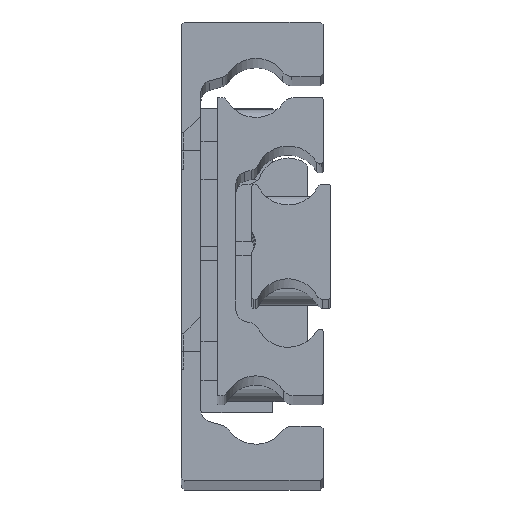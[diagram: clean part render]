
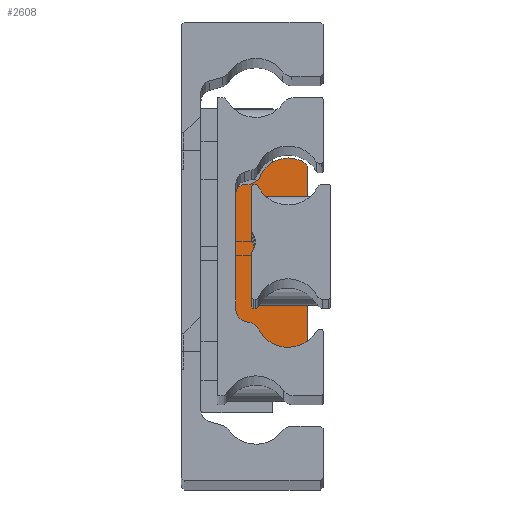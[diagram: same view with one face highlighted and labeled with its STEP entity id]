
A CAD part, top view. The second image highlights one B-rep face of the part: STEP entity #2608.
In plain terms, the highlighted planar face has unit normal (0, 0, 1).
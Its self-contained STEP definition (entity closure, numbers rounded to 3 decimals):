
#80 = AXIS2_PLACEMENT_3D ( 'NONE', #3019, #481, #4219 ) ;
#211 = CARTESIAN_POINT ( 'NONE',  ( -12.416, -10.826, 7.5 ) ) ;
#285 = DIRECTION ( 'NONE',  ( 0., 0., -1. ) ) ;
#315 = DIRECTION ( 'NONE',  ( 0., 0., 1. ) ) ;
#393 = CARTESIAN_POINT ( 'NONE',  ( 15.319, -12.5, 7.5 ) ) ;
#414 = CIRCLE ( 'NONE', #1695, 2.5 ) ;
#416 = VERTEX_POINT ( 'NONE', #7098 ) ;
#455 = CARTESIAN_POINT ( 'NONE',  ( -11.751, -3.4, 7.5 ) ) ;
#481 = DIRECTION ( 'NONE',  ( 0., 0., 1. ) ) ;
#563 = CIRCLE ( 'NONE', #1218, 5.3 ) ;
#596 = CARTESIAN_POINT ( 'NONE',  ( -12.426, -11., 7.5 ) ) ;
#664 = CIRCLE ( 'NONE', #5980, 1.5 ) ;
#699 = ORIENTED_EDGE ( 'NONE', *, *, #3716, .T. ) ;
#788 = DIRECTION ( 'NONE',  ( 0., 0., -1. ) ) ;
#899 = CARTESIAN_POINT ( 'NONE',  ( 15.319, 0., 7.5 ) ) ;
#983 = VERTEX_POINT ( 'NONE', #596 ) ;
#988 = LINE ( 'NONE', #3469, #4753 ) ;
#1153 = ORIENTED_EDGE ( 'NONE', *, *, #7433, .T. ) ;
#1218 = AXIS2_PLACEMENT_3D ( 'NONE', #7739, #1432, #2197 ) ;
#1219 = EDGE_CURVE ( 'NONE', #1373, #3218, #414, .T. ) ;
#1228 = VERTEX_POINT ( 'NONE', #2680 ) ;
#1240 = AXIS2_PLACEMENT_3D ( 'NONE', #455, #6710, #5343 ) ;
#1363 = VERTEX_POINT ( 'NONE', #3288 ) ;
#1373 = VERTEX_POINT ( 'NONE', #5761 ) ;
#1432 = DIRECTION ( 'NONE',  ( 0., 0., 1. ) ) ;
#1478 = VERTEX_POINT ( 'NONE', #7280 ) ;
#1492 = CIRCLE ( 'NONE', #1240, 5.3 ) ;
#1546 = CARTESIAN_POINT ( 'NONE',  ( 15.319, -1., 7.5 ) ) ;
#1563 = CARTESIAN_POINT ( 'NONE',  ( 10.926, -11., 7.5 ) ) ;
#1656 = EDGE_CURVE ( 'NONE', #3218, #983, #7243, .T. ) ;
#1680 = DIRECTION ( 'NONE',  ( 1., 0., 0. ) ) ;
#1695 = AXIS2_PLACEMENT_3D ( 'NONE', #7569, #2719, #3337 ) ;
#1755 = ORIENTED_EDGE ( 'NONE', *, *, #1219, .T. ) ;
#1786 = DIRECTION ( 'NONE',  ( -1., 0., 0. ) ) ;
#1858 = CARTESIAN_POINT ( 'NONE',  ( 15.319, -1., 7.5 ) ) ;
#1990 = DIRECTION ( 'NONE',  ( -1., 0., 0. ) ) ;
#2010 = EDGE_CURVE ( 'NONE', #3833, #5593, #5073, .T. ) ;
#2170 = AXIS2_PLACEMENT_3D ( 'NONE', #4593, #788, #5093 ) ;
#2180 = DIRECTION ( 'NONE',  ( 0., 0., 1. ) ) ;
#2183 = VERTEX_POINT ( 'NONE', #4751 ) ;
#2197 = DIRECTION ( 'NONE',  ( -1., 0., 0. ) ) ;
#2214 = CARTESIAN_POINT ( 'NONE',  ( 14.899, -10.536, 7.5 ) ) ;
#2243 = EDGE_CURVE ( 'NONE', #5593, #416, #988, .T. ) ;
#2306 = EDGE_CURVE ( 'NONE', #2183, #416, #4758, .T. ) ;
#2320 = CARTESIAN_POINT ( 'NONE',  ( -10.926, -11., 7.5 ) ) ;
#2345 = EDGE_CURVE ( 'NONE', #6013, #2987, #6697, .T. ) ;
#2366 = DIRECTION ( 'NONE',  ( 0., 0., 1. ) ) ;
#2398 = ORIENTED_EDGE ( 'NONE', *, *, #1656, .T. ) ;
#2476 = FACE_OUTER_BOUND ( 'NONE', #4445, .T. ) ;
#2584 = CIRCLE ( 'NONE', #3233, 1.5 ) ;
#2608 = ADVANCED_FACE ( 'NONE', ( #2476 ), #3653, .T. ) ;
#2663 = DIRECTION ( 'NONE',  ( 0., 0., 1. ) ) ;
#2680 = CARTESIAN_POINT ( 'NONE',  ( -10.926, -12.5, 7.5 ) ) ;
#2719 = DIRECTION ( 'NONE',  ( 0., 0., -1. ) ) ;
#2790 = EDGE_CURVE ( 'NONE', #983, #1228, #2584, .T. ) ;
#2852 = DIRECTION ( 'NONE',  ( -1., 0., 0. ) ) ;
#2922 = ORIENTED_EDGE ( 'NONE', *, *, #2345, .T. ) ;
#2948 = CARTESIAN_POINT ( 'NONE',  ( 12.416, -10.826, 7.5 ) ) ;
#2987 = VERTEX_POINT ( 'NONE', #3195 ) ;
#3019 = CARTESIAN_POINT ( 'NONE',  ( -11.751, -3.4, 7.5 ) ) ;
#3195 = CARTESIAN_POINT ( 'NONE',  ( 12.399, -10.536, 7.5 ) ) ;
#3218 = VERTEX_POINT ( 'NONE', #211 ) ;
#3233 = AXIS2_PLACEMENT_3D ( 'NONE', #2320, #2366, #1786 ) ;
#3288 = CARTESIAN_POINT ( 'NONE',  ( 10.926, -12.5, 7.5 ) ) ;
#3309 = CARTESIAN_POINT ( 'NONE',  ( 14.899, -10.536, 7.5 ) ) ;
#3337 = DIRECTION ( 'NONE',  ( -1., 0., 0. ) ) ;
#3380 = ORIENTED_EDGE ( 'NONE', *, *, #3413, .T. ) ;
#3413 = EDGE_CURVE ( 'NONE', #1228, #1363, #7235, .T. ) ;
#3415 = DIRECTION ( 'NONE',  ( -1., 0., 0. ) ) ;
#3416 = CARTESIAN_POINT ( 'NONE',  ( -10.926, -11., 7.5 ) ) ;
#3469 = CARTESIAN_POINT ( 'NONE',  ( 15.319, 0., 7.5 ) ) ;
#3653 = PLANE ( 'NONE',  #7734 ) ;
#3707 = ORIENTED_EDGE ( 'NONE', *, *, #2790, .T. ) ;
#3716 = EDGE_CURVE ( 'NONE', #1363, #6013, #664, .T. ) ;
#3824 = DIRECTION ( 'NONE',  ( -1., 0., 0. ) ) ;
#3833 = VERTEX_POINT ( 'NONE', #5512 ) ;
#4114 = DIRECTION ( 'NONE',  ( 0., 0., -1. ) ) ;
#4167 = ORIENTED_EDGE ( 'NONE', *, *, #6005, .T. ) ;
#4219 = DIRECTION ( 'NONE',  ( -1., 0., 0. ) ) ;
#4253 = DIRECTION ( 'NONE',  ( 1., 0., 0. ) ) ;
#4442 = ORIENTED_EDGE ( 'NONE', *, *, #7825, .T. ) ;
#4445 = EDGE_LOOP ( 'NONE', ( #2922, #4497, #4442, #5997, #7879, #7076, #1153, #4167, #1755, #2398, #3707, #3380, #699 ) ) ;
#4497 = ORIENTED_EDGE ( 'NONE', *, *, #6011, .T. ) ;
#4593 = CARTESIAN_POINT ( 'NONE',  ( -15.319, -1., 7.5 ) ) ;
#4692 = DIRECTION ( 'NONE',  ( -1., 0., 0. ) ) ;
#4751 = CARTESIAN_POINT ( 'NONE',  ( -16.149, -0.442, 7.5 ) ) ;
#4753 = VECTOR ( 'NONE', #2852, 1000. ) ;
#4758 = CIRCLE ( 'NONE', #2170, 1. ) ;
#5073 = CIRCLE ( 'NONE', #6504, 1. ) ;
#5093 = DIRECTION ( 'NONE',  ( -1., 0., 0. ) ) ;
#5343 = DIRECTION ( 'NONE',  ( -1., 0., 0. ) ) ;
#5512 = CARTESIAN_POINT ( 'NONE',  ( 16.149, -0.442, 7.5 ) ) ;
#5524 = CIRCLE ( 'NONE', #6548, 2.5 ) ;
#5593 = VERTEX_POINT ( 'NONE', #899 ) ;
#5761 = CARTESIAN_POINT ( 'NONE',  ( -13.89, -8.249, 7.5 ) ) ;
#5829 = DIRECTION ( 'NONE',  ( -1., 0., 0. ) ) ;
#5980 = AXIS2_PLACEMENT_3D ( 'NONE', #1563, #2180, #3415 ) ;
#5997 = ORIENTED_EDGE ( 'NONE', *, *, #2010, .T. ) ;
#6005 = EDGE_CURVE ( 'NONE', #6403, #1373, #1492, .T. ) ;
#6011 = EDGE_CURVE ( 'NONE', #2987, #1478, #5524, .T. ) ;
#6013 = VERTEX_POINT ( 'NONE', #2948 ) ;
#6057 = CARTESIAN_POINT ( 'NONE',  ( -17.051, -3.4, 7.5 ) ) ;
#6403 = VERTEX_POINT ( 'NONE', #6057 ) ;
#6504 = AXIS2_PLACEMENT_3D ( 'NONE', #1546, #2663, #5829 ) ;
#6548 = AXIS2_PLACEMENT_3D ( 'NONE', #2214, #4114, #4692 ) ;
#6697 = CIRCLE ( 'NONE', #7472, 2.5 ) ;
#6710 = DIRECTION ( 'NONE',  ( 0., 0., 1. ) ) ;
#6868 = VECTOR ( 'NONE', #1680, 1000. ) ;
#6883 = AXIS2_PLACEMENT_3D ( 'NONE', #3416, #315, #1990 ) ;
#7076 = ORIENTED_EDGE ( 'NONE', *, *, #2306, .F. ) ;
#7098 = CARTESIAN_POINT ( 'NONE',  ( -15.319, 0., 7.5 ) ) ;
#7235 = LINE ( 'NONE', #393, #6868 ) ;
#7243 = CIRCLE ( 'NONE', #6883, 1.5 ) ;
#7280 = CARTESIAN_POINT ( 'NONE',  ( 13.89, -8.249, 7.5 ) ) ;
#7314 = DIRECTION ( 'NONE',  ( 0., 0., 1. ) ) ;
#7433 = EDGE_CURVE ( 'NONE', #2183, #6403, #7588, .T. ) ;
#7472 = AXIS2_PLACEMENT_3D ( 'NONE', #3309, #285, #3824 ) ;
#7569 = CARTESIAN_POINT ( 'NONE',  ( -14.899, -10.536, 7.5 ) ) ;
#7588 = CIRCLE ( 'NONE', #80, 5.3 ) ;
#7734 = AXIS2_PLACEMENT_3D ( 'NONE', #1858, #7314, #4253 ) ;
#7739 = CARTESIAN_POINT ( 'NONE',  ( 11.751, -3.4, 7.5 ) ) ;
#7825 = EDGE_CURVE ( 'NONE', #1478, #3833, #563, .T. ) ;
#7879 = ORIENTED_EDGE ( 'NONE', *, *, #2243, .T. ) ;
